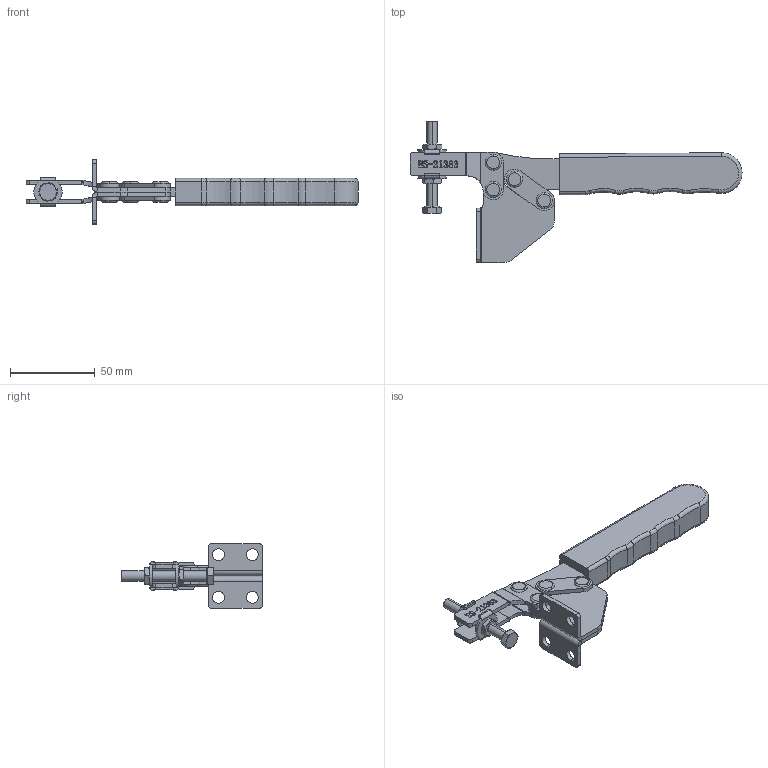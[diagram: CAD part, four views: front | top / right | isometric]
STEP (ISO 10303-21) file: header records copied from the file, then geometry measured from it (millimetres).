
FILE_DESCRIPTION (( 'STEP AP203' ), '1' );
FILE_NAME ('HS-21383 .STEP', '2019-08-06T03:43:59', ( '微软用户' ), ( '微软中国' ), 'SwSTEP 2.0', 'SolidWorks 2012', '' );
FILE_SCHEMA (( 'CONFIG_CONTROL_DESIGN' ));
Length unit declared in the file: millimetre
Products named in the file (12): HS-21383 ; 菜; hexagon head bolts-full thread gb_GB_FASTENER_BOLT_STBAB A M6X50-N; hex thin nuts-grades ab-chamfered gb_GB_FASTENER_NUT_STNAB M6-N; 种; 忒梟酘; 忒梟衵; 忒梟; 忒參; 蟀裝; 楊擘菁釱酘; 楊擘菁釱衵
Assembly tree (17 placements, depth 2):
  HS-21383 
    楊擘菁釱衵
    楊擘菁釱酘
    蟀裝  x2
    忒參
    忒梟
    忒梟衵
    忒梟酘
    种  x4
    hex thin nuts-grades ab-chamfered gb_GB_FASTENER_NUT_STNAB M6-N  x2
    hexagon head bolts-full thread gb_GB_FASTENER_BOLT_STBAB A M6X50-N
    菜  x2
Bounding box: 195.55 x 83.15 x 38 mm (x, y, z)
Volume: 63087.4 mm3; surface area: 31785.2 mm2
Topology: 17 solids, 17 shells, 728 faces, 1860 edges, 1200 vertices
Faces by surface type: plane 358, bspline 167, cylinder 143, torus 34, cone 26
Entity records: 28660 total; most frequent: CARTESIAN_POINT 12459, ORIENTED_EDGE 3324, DIRECTION 2576, EDGE_CURVE 1662, VERTEX_POINT 1076, LINE 990, VECTOR 990, AXIS2_PLACEMENT_3D 793
